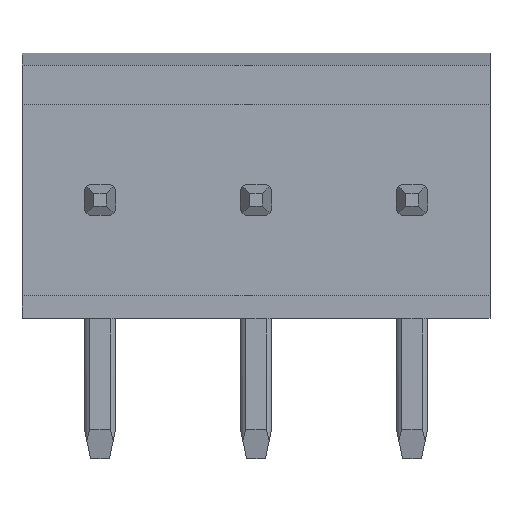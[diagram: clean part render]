
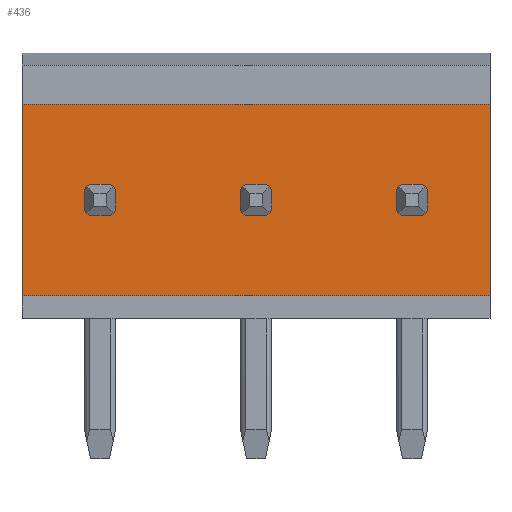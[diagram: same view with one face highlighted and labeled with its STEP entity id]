
A CAD part, front view. The second image highlights one B-rep face of the part: STEP entity #436.
In plain terms, the highlighted planar face has unit normal (0, -1, 0).
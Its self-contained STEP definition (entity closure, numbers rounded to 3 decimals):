
#218=AXIS2_PLACEMENT_3D('Plane Axis2P3D',#215,#216,#217) ;
#240=AXIS2_PLACEMENT_3D('Circle Axis2P3D',#238,#239,$) ;
#256=AXIS2_PLACEMENT_3D('Circle Axis2P3D',#254,#255,$) ;
#270=AXIS2_PLACEMENT_3D('Circle Axis2P3D',#268,#269,$) ;
#284=AXIS2_PLACEMENT_3D('Circle Axis2P3D',#282,#283,$) ;
#306=AXIS2_PLACEMENT_3D('Circle Axis2P3D',#304,#305,$) ;
#322=AXIS2_PLACEMENT_3D('Circle Axis2P3D',#320,#321,$) ;
#336=AXIS2_PLACEMENT_3D('Circle Axis2P3D',#334,#335,$) ;
#350=AXIS2_PLACEMENT_3D('Circle Axis2P3D',#348,#349,$) ;
#372=AXIS2_PLACEMENT_3D('Circle Axis2P3D',#370,#371,$) ;
#388=AXIS2_PLACEMENT_3D('Circle Axis2P3D',#386,#387,$) ;
#402=AXIS2_PLACEMENT_3D('Circle Axis2P3D',#400,#401,$) ;
#416=AXIS2_PLACEMENT_3D('Circle Axis2P3D',#414,#415,$) ;
#42=CARTESIAN_POINT('Vertex',(15.,8.55,5.23)) ;
#45=CARTESIAN_POINT('Line Origine',(7.5,8.55,5.23)) ;
#49=CARTESIAN_POINT('Vertex',(0.,8.55,5.23)) ;
#186=CARTESIAN_POINT('Vertex',(15.,8.55,11.36)) ;
#189=CARTESIAN_POINT('Line Origine',(15.,8.55,8.295)) ;
#215=CARTESIAN_POINT('Axis2P3D Location',(0.,8.55,11.36)) ;
#220=CARTESIAN_POINT('Line Origine',(7.5,8.55,11.36)) ;
#224=CARTESIAN_POINT('Vertex',(0.,8.55,11.36)) ;
#227=CARTESIAN_POINT('Line Origine',(0.,8.55,8.295)) ;
#238=CARTESIAN_POINT('Axis2P3D Location',(2.5,8.55,8.3)) ;
#242=CARTESIAN_POINT('Vertex',(2.832,8.55,7.8)) ;
#244=CARTESIAN_POINT('Vertex',(3.,8.55,7.968)) ;
#247=CARTESIAN_POINT('Line Origine',(2.5,8.55,7.8)) ;
#251=CARTESIAN_POINT('Vertex',(2.168,8.55,7.8)) ;
#254=CARTESIAN_POINT('Axis2P3D Location',(2.5,8.55,8.3)) ;
#258=CARTESIAN_POINT('Vertex',(2.,8.55,7.968)) ;
#261=CARTESIAN_POINT('Line Origine',(2.,8.55,8.3)) ;
#265=CARTESIAN_POINT('Vertex',(2.,8.55,8.632)) ;
#268=CARTESIAN_POINT('Axis2P3D Location',(2.5,8.55,8.3)) ;
#272=CARTESIAN_POINT('Vertex',(2.168,8.55,8.8)) ;
#275=CARTESIAN_POINT('Line Origine',(2.5,8.55,8.8)) ;
#279=CARTESIAN_POINT('Vertex',(2.832,8.55,8.8)) ;
#282=CARTESIAN_POINT('Axis2P3D Location',(2.5,8.55,8.3)) ;
#286=CARTESIAN_POINT('Vertex',(3.,8.55,8.632)) ;
#289=CARTESIAN_POINT('Line Origine',(3.,8.55,8.3)) ;
#304=CARTESIAN_POINT('Axis2P3D Location',(7.5,8.55,8.3)) ;
#308=CARTESIAN_POINT('Vertex',(7.832,8.55,7.8)) ;
#310=CARTESIAN_POINT('Vertex',(8.,8.55,7.968)) ;
#313=CARTESIAN_POINT('Line Origine',(7.5,8.55,7.8)) ;
#317=CARTESIAN_POINT('Vertex',(7.168,8.55,7.8)) ;
#320=CARTESIAN_POINT('Axis2P3D Location',(7.5,8.55,8.3)) ;
#324=CARTESIAN_POINT('Vertex',(7.,8.55,7.968)) ;
#327=CARTESIAN_POINT('Line Origine',(7.,8.55,8.3)) ;
#331=CARTESIAN_POINT('Vertex',(7.,8.55,8.632)) ;
#334=CARTESIAN_POINT('Axis2P3D Location',(7.5,8.55,8.3)) ;
#338=CARTESIAN_POINT('Vertex',(7.168,8.55,8.8)) ;
#341=CARTESIAN_POINT('Line Origine',(7.5,8.55,8.8)) ;
#345=CARTESIAN_POINT('Vertex',(7.832,8.55,8.8)) ;
#348=CARTESIAN_POINT('Axis2P3D Location',(7.5,8.55,8.3)) ;
#352=CARTESIAN_POINT('Vertex',(8.,8.55,8.632)) ;
#355=CARTESIAN_POINT('Line Origine',(8.,8.55,8.3)) ;
#370=CARTESIAN_POINT('Axis2P3D Location',(12.5,8.55,8.3)) ;
#374=CARTESIAN_POINT('Vertex',(12.832,8.55,7.8)) ;
#376=CARTESIAN_POINT('Vertex',(13.,8.55,7.968)) ;
#379=CARTESIAN_POINT('Line Origine',(12.5,8.55,7.8)) ;
#383=CARTESIAN_POINT('Vertex',(12.168,8.55,7.8)) ;
#386=CARTESIAN_POINT('Axis2P3D Location',(12.5,8.55,8.3)) ;
#390=CARTESIAN_POINT('Vertex',(12.,8.55,7.968)) ;
#393=CARTESIAN_POINT('Line Origine',(12.,8.55,8.3)) ;
#397=CARTESIAN_POINT('Vertex',(12.,8.55,8.632)) ;
#400=CARTESIAN_POINT('Axis2P3D Location',(12.5,8.55,8.3)) ;
#404=CARTESIAN_POINT('Vertex',(12.168,8.55,8.8)) ;
#407=CARTESIAN_POINT('Line Origine',(12.5,8.55,8.8)) ;
#411=CARTESIAN_POINT('Vertex',(12.832,8.55,8.8)) ;
#414=CARTESIAN_POINT('Axis2P3D Location',(12.5,8.55,8.3)) ;
#418=CARTESIAN_POINT('Vertex',(13.,8.55,8.632)) ;
#421=CARTESIAN_POINT('Line Origine',(13.,8.55,8.3)) ;
#46=DIRECTION('Vector Direction',(1.,0.,0.)) ;
#190=DIRECTION('Vector Direction',(0.,0.,-1.)) ;
#216=DIRECTION('Axis2P3D Direction',(0.,-1.,0.)) ;
#217=DIRECTION('Axis2P3D XDirection',(0.,0.,-1.)) ;
#221=DIRECTION('Vector Direction',(1.,0.,0.)) ;
#228=DIRECTION('Vector Direction',(0.,0.,-1.)) ;
#239=DIRECTION('Axis2P3D Direction',(0.,-1.,0.)) ;
#248=DIRECTION('Vector Direction',(-1.,0.,0.)) ;
#255=DIRECTION('Axis2P3D Direction',(0.,-1.,0.)) ;
#262=DIRECTION('Vector Direction',(0.,0.,-1.)) ;
#269=DIRECTION('Axis2P3D Direction',(0.,-1.,0.)) ;
#276=DIRECTION('Vector Direction',(1.,0.,0.)) ;
#283=DIRECTION('Axis2P3D Direction',(0.,-1.,0.)) ;
#290=DIRECTION('Vector Direction',(0.,0.,-1.)) ;
#305=DIRECTION('Axis2P3D Direction',(0.,-1.,0.)) ;
#314=DIRECTION('Vector Direction',(-1.,0.,0.)) ;
#321=DIRECTION('Axis2P3D Direction',(0.,-1.,0.)) ;
#328=DIRECTION('Vector Direction',(0.,0.,-1.)) ;
#335=DIRECTION('Axis2P3D Direction',(0.,-1.,0.)) ;
#342=DIRECTION('Vector Direction',(1.,0.,0.)) ;
#349=DIRECTION('Axis2P3D Direction',(0.,-1.,0.)) ;
#356=DIRECTION('Vector Direction',(0.,0.,-1.)) ;
#371=DIRECTION('Axis2P3D Direction',(0.,-1.,0.)) ;
#380=DIRECTION('Vector Direction',(-1.,0.,0.)) ;
#387=DIRECTION('Axis2P3D Direction',(0.,-1.,0.)) ;
#394=DIRECTION('Vector Direction',(0.,0.,-1.)) ;
#401=DIRECTION('Axis2P3D Direction',(0.,-1.,0.)) ;
#408=DIRECTION('Vector Direction',(1.,0.,0.)) ;
#415=DIRECTION('Axis2P3D Direction',(0.,-1.,0.)) ;
#422=DIRECTION('Vector Direction',(0.,0.,-1.)) ;
#47=VECTOR('Line Direction',#46,1.) ;
#191=VECTOR('Line Direction',#190,1.) ;
#222=VECTOR('Line Direction',#221,1.) ;
#229=VECTOR('Line Direction',#228,1.) ;
#249=VECTOR('Line Direction',#248,1.) ;
#263=VECTOR('Line Direction',#262,1.) ;
#277=VECTOR('Line Direction',#276,1.) ;
#291=VECTOR('Line Direction',#290,1.) ;
#315=VECTOR('Line Direction',#314,1.) ;
#329=VECTOR('Line Direction',#328,1.) ;
#343=VECTOR('Line Direction',#342,1.) ;
#357=VECTOR('Line Direction',#356,1.) ;
#381=VECTOR('Line Direction',#380,1.) ;
#395=VECTOR('Line Direction',#394,1.) ;
#409=VECTOR('Line Direction',#408,1.) ;
#423=VECTOR('Line Direction',#422,1.) ;
#233=ORIENTED_EDGE('',*,*,#193,.T.) ;
#234=ORIENTED_EDGE('',*,*,#226,.F.) ;
#235=ORIENTED_EDGE('',*,*,#231,.F.) ;
#236=ORIENTED_EDGE('',*,*,#51,.T.) ;
#295=ORIENTED_EDGE('',*,*,#246,.F.) ;
#296=ORIENTED_EDGE('',*,*,#253,.T.) ;
#297=ORIENTED_EDGE('',*,*,#260,.F.) ;
#298=ORIENTED_EDGE('',*,*,#267,.F.) ;
#299=ORIENTED_EDGE('',*,*,#274,.F.) ;
#300=ORIENTED_EDGE('',*,*,#281,.T.) ;
#301=ORIENTED_EDGE('',*,*,#288,.F.) ;
#302=ORIENTED_EDGE('',*,*,#293,.T.) ;
#361=ORIENTED_EDGE('',*,*,#312,.F.) ;
#362=ORIENTED_EDGE('',*,*,#319,.T.) ;
#363=ORIENTED_EDGE('',*,*,#326,.F.) ;
#364=ORIENTED_EDGE('',*,*,#333,.F.) ;
#365=ORIENTED_EDGE('',*,*,#340,.F.) ;
#366=ORIENTED_EDGE('',*,*,#347,.T.) ;
#367=ORIENTED_EDGE('',*,*,#354,.F.) ;
#368=ORIENTED_EDGE('',*,*,#359,.T.) ;
#427=ORIENTED_EDGE('',*,*,#378,.F.) ;
#428=ORIENTED_EDGE('',*,*,#385,.T.) ;
#429=ORIENTED_EDGE('',*,*,#392,.F.) ;
#430=ORIENTED_EDGE('',*,*,#399,.F.) ;
#431=ORIENTED_EDGE('',*,*,#406,.F.) ;
#432=ORIENTED_EDGE('',*,*,#413,.T.) ;
#433=ORIENTED_EDGE('',*,*,#420,.F.) ;
#434=ORIENTED_EDGE('',*,*,#425,.T.) ;
#303=FACE_BOUND('',#294,.T.) ;
#369=FACE_BOUND('',#360,.T.) ;
#435=FACE_BOUND('',#426,.T.) ;
#436=ADVANCED_FACE('Housing',(#237,#303,#369,#435),#219,.T.) ;
#241=CIRCLE('generated circle',#240,0.6) ;
#257=CIRCLE('generated circle',#256,0.6) ;
#271=CIRCLE('generated circle',#270,0.6) ;
#285=CIRCLE('generated circle',#284,0.6) ;
#307=CIRCLE('generated circle',#306,0.6) ;
#323=CIRCLE('generated circle',#322,0.6) ;
#337=CIRCLE('generated circle',#336,0.6) ;
#351=CIRCLE('generated circle',#350,0.6) ;
#373=CIRCLE('generated circle',#372,0.6) ;
#389=CIRCLE('generated circle',#388,0.6) ;
#403=CIRCLE('generated circle',#402,0.6) ;
#417=CIRCLE('generated circle',#416,0.6) ;
#51=EDGE_CURVE('',#50,#43,#48,.T.) ;
#193=EDGE_CURVE('',#43,#187,#192,.F.) ;
#226=EDGE_CURVE('',#225,#187,#223,.T.) ;
#231=EDGE_CURVE('',#50,#225,#230,.F.) ;
#246=EDGE_CURVE('',#243,#245,#241,.T.) ;
#253=EDGE_CURVE('',#243,#252,#250,.T.) ;
#260=EDGE_CURVE('',#259,#252,#257,.T.) ;
#267=EDGE_CURVE('',#266,#259,#264,.T.) ;
#274=EDGE_CURVE('',#273,#266,#271,.T.) ;
#281=EDGE_CURVE('',#273,#280,#278,.T.) ;
#288=EDGE_CURVE('',#287,#280,#285,.T.) ;
#293=EDGE_CURVE('',#287,#245,#292,.T.) ;
#312=EDGE_CURVE('',#309,#311,#307,.T.) ;
#319=EDGE_CURVE('',#309,#318,#316,.T.) ;
#326=EDGE_CURVE('',#325,#318,#323,.T.) ;
#333=EDGE_CURVE('',#332,#325,#330,.T.) ;
#340=EDGE_CURVE('',#339,#332,#337,.T.) ;
#347=EDGE_CURVE('',#339,#346,#344,.T.) ;
#354=EDGE_CURVE('',#353,#346,#351,.T.) ;
#359=EDGE_CURVE('',#353,#311,#358,.T.) ;
#378=EDGE_CURVE('',#375,#377,#373,.T.) ;
#385=EDGE_CURVE('',#375,#384,#382,.T.) ;
#392=EDGE_CURVE('',#391,#384,#389,.T.) ;
#399=EDGE_CURVE('',#398,#391,#396,.T.) ;
#406=EDGE_CURVE('',#405,#398,#403,.T.) ;
#413=EDGE_CURVE('',#405,#412,#410,.T.) ;
#420=EDGE_CURVE('',#419,#412,#417,.T.) ;
#425=EDGE_CURVE('',#419,#377,#424,.T.) ;
#232=EDGE_LOOP('',(#233,#234,#235,#236)) ;
#294=EDGE_LOOP('',(#295,#296,#297,#298,#299,#300,#301,#302)) ;
#360=EDGE_LOOP('',(#361,#362,#363,#364,#365,#366,#367,#368)) ;
#426=EDGE_LOOP('',(#427,#428,#429,#430,#431,#432,#433,#434)) ;
#237=FACE_OUTER_BOUND('',#232,.T.) ;
#48=LINE('Line',#45,#47) ;
#192=LINE('Line',#189,#191) ;
#223=LINE('Line',#220,#222) ;
#230=LINE('Line',#227,#229) ;
#250=LINE('Line',#247,#249) ;
#264=LINE('Line',#261,#263) ;
#278=LINE('Line',#275,#277) ;
#292=LINE('Line',#289,#291) ;
#316=LINE('Line',#313,#315) ;
#330=LINE('Line',#327,#329) ;
#344=LINE('Line',#341,#343) ;
#358=LINE('Line',#355,#357) ;
#382=LINE('Line',#379,#381) ;
#396=LINE('Line',#393,#395) ;
#410=LINE('Line',#407,#409) ;
#424=LINE('Line',#421,#423) ;
#219=PLANE('',#218) ;
#43=VERTEX_POINT('',#42) ;
#50=VERTEX_POINT('',#49) ;
#187=VERTEX_POINT('',#186) ;
#225=VERTEX_POINT('',#224) ;
#243=VERTEX_POINT('',#242) ;
#245=VERTEX_POINT('',#244) ;
#252=VERTEX_POINT('',#251) ;
#259=VERTEX_POINT('',#258) ;
#266=VERTEX_POINT('',#265) ;
#273=VERTEX_POINT('',#272) ;
#280=VERTEX_POINT('',#279) ;
#287=VERTEX_POINT('',#286) ;
#309=VERTEX_POINT('',#308) ;
#311=VERTEX_POINT('',#310) ;
#318=VERTEX_POINT('',#317) ;
#325=VERTEX_POINT('',#324) ;
#332=VERTEX_POINT('',#331) ;
#339=VERTEX_POINT('',#338) ;
#346=VERTEX_POINT('',#345) ;
#353=VERTEX_POINT('',#352) ;
#375=VERTEX_POINT('',#374) ;
#377=VERTEX_POINT('',#376) ;
#384=VERTEX_POINT('',#383) ;
#391=VERTEX_POINT('',#390) ;
#398=VERTEX_POINT('',#397) ;
#405=VERTEX_POINT('',#404) ;
#412=VERTEX_POINT('',#411) ;
#419=VERTEX_POINT('',#418) ;
